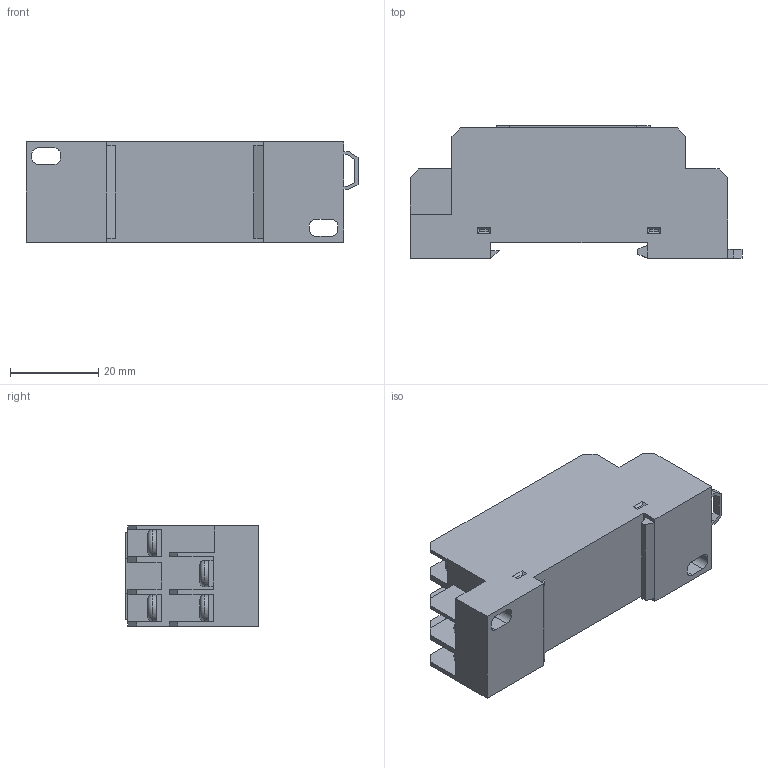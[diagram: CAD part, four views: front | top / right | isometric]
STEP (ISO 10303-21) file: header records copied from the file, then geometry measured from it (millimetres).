
FILE_DESCRIPTION (( 'STEP AP214' ), '1' );
FILE_NAME ('SQM08D.STEP', '2013-12-02T19:15:58', ( '' ), ( '' ), 'SwSTEP 2.0', 'SolidWorks 2013', '' );
FILE_SCHEMA (( 'AUTOMOTIVE_DESIGN' ));
Length unit declared in the file: millimetre
Products named in the file (1): SQM08D
Bounding box: 75.1 x 30 x 22.7 mm (x, y, z)
Volume: 35625.7 mm3; surface area: 11205.7 mm2
Topology: 2 solids, 2 shells, 400 faces, 1050 edges, 678 vertices
Faces by surface type: plane 358, cylinder 26, torus 16
Entity records: 16589 total; most frequent: CARTESIAN_POINT 2257, ORIENTED_EDGE 2100, DIRECTION 1928, EDGE_CURVE 1050, LINE 902, VECTOR 902, VERTEX_POINT 678, AXIS2_PLACEMENT_3D 513
